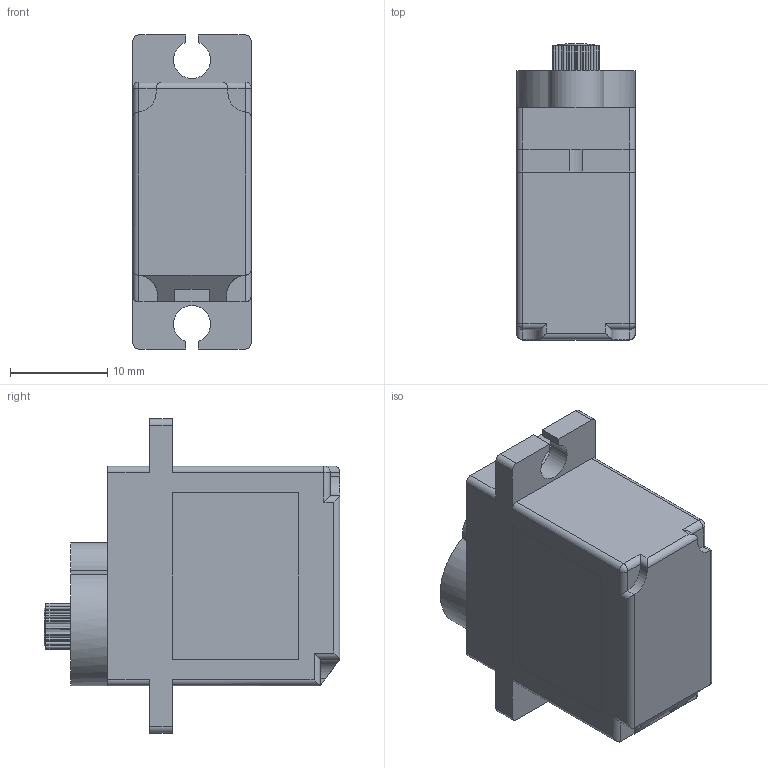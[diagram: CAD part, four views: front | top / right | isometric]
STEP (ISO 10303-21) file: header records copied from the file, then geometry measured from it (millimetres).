
FILE_DESCRIPTION (( 'STEP AP203' ), '1' );
FILE_NAME ('9G Servo Motor SG90.STEP', '2023-12-13T19:12:56', ( '' ), ( '' ), 'SwSTEP 2.0', 'SolidWorks 2023', '' );
FILE_SCHEMA (( 'CONFIG_CONTROL_DESIGN' ));
Length unit declared in the file: inch
Products named in the file (1): 9G Servo Motor SG90
Bounding box: 12.19 x 30.42 x 32.28 mm (x, y, z)
Volume: 7238.8 mm3; surface area: 2672 mm2
Topology: 1 solids, 1 shells, 186 faces, 519 edges, 338 vertices
Faces by surface type: cylinder 87, plane 51, bspline 46, sphere 2
Entity records: 6124 total; most frequent: CARTESIAN_POINT 1534, ORIENTED_EDGE 1034, DIRECTION 827, EDGE_CURVE 517, VERTEX_POINT 338, AXIS2_PLACEMENT_3D 287, LINE 253, VECTOR 253
